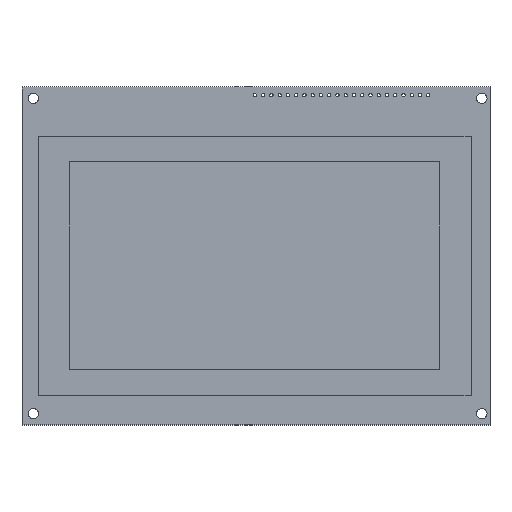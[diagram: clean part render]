
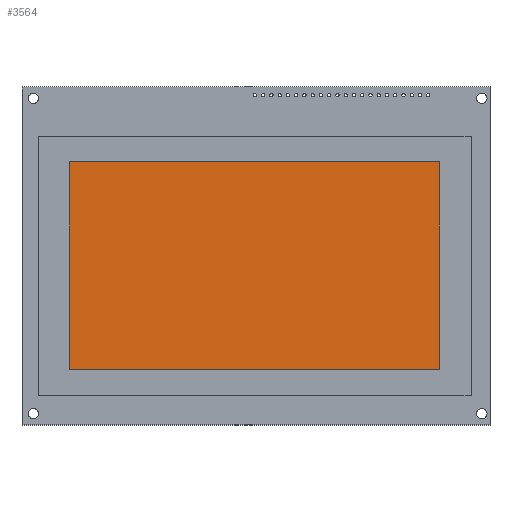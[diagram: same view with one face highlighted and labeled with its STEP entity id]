
A CAD part, top view. The second image highlights one B-rep face of the part: STEP entity #3564.
In plain terms, the highlighted planar face has unit normal (0, 0, 1).
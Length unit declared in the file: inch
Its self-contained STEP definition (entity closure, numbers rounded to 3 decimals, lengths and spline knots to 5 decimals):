
#14 = DIRECTION ( 'NONE',  ( 1., 0., 0. ) ) ;
#16 = VERTEX_POINT ( 'NONE', #1957 ) ;
#249 = LINE ( 'NONE', #1095, #1438 ) ;
#331 = VERTEX_POINT ( 'NONE', #925 ) ;
#452 = ORIENTED_EDGE ( 'NONE', *, *, #3485, .T. ) ;
#688 = ORIENTED_EDGE ( 'NONE', *, *, #1341, .T. ) ;
#774 = CARTESIAN_POINT ( 'NONE',  ( -2.2615, -1.37795, 0.43199 ) ) ;
#898 = EDGE_CURVE ( 'NONE', #331, #3528, #1009, .T. ) ;
#925 = CARTESIAN_POINT ( 'NONE',  ( 2.22669, 1.14173, 0.43199 ) ) ;
#950 = ORIENTED_EDGE ( 'NONE', *, *, #2938, .T. ) ;
#976 = CARTESIAN_POINT ( 'NONE',  ( -2.2615, 1.14173, 0.43199 ) ) ;
#1009 = LINE ( 'NONE', #976, #2385 ) ;
#1095 = CARTESIAN_POINT ( 'NONE',  ( -2.2615, 1.14173, 0.43199 ) ) ;
#1292 = LINE ( 'NONE', #1344, #2991 ) ;
#1320 = DIRECTION ( 'NONE',  ( 0., -1., 0. ) ) ;
#1341 = EDGE_CURVE ( 'NONE', #3528, #2174, #249, .T. ) ;
#1344 = CARTESIAN_POINT ( 'NONE',  ( 2.22669, 1.14173, 0.43199 ) ) ;
#1395 = CARTESIAN_POINT ( 'NONE',  ( 0., 0., 0.43199 ) ) ;
#1438 = VECTOR ( 'NONE', #1320, 39.37008 ) ;
#1954 = FACE_OUTER_BOUND ( 'NONE', #2664, .T. ) ;
#1957 = CARTESIAN_POINT ( 'NONE',  ( 2.22669, -1.37795, 0.43199 ) ) ;
#2050 = LINE ( 'NONE', #2281, #2063 ) ;
#2063 = VECTOR ( 'NONE', #3149, 39.37008 ) ;
#2174 = VERTEX_POINT ( 'NONE', #774 ) ;
#2281 = CARTESIAN_POINT ( 'NONE',  ( -2.2615, -1.37795, 0.43199 ) ) ;
#2385 = VECTOR ( 'NONE', #3413, 39.37008 ) ;
#2501 = DIRECTION ( 'NONE',  ( 0., 0., 1. ) ) ;
#2664 = EDGE_LOOP ( 'NONE', ( #688, #950, #452, #3165 ) ) ;
#2769 = PLANE ( 'NONE',  #3437 ) ;
#2938 = EDGE_CURVE ( 'NONE', #2174, #16, #2050, .T. ) ;
#2978 = DIRECTION ( 'NONE',  ( 0., 1., 0. ) ) ;
#2991 = VECTOR ( 'NONE', #2978, 39.37008 ) ;
#3149 = DIRECTION ( 'NONE',  ( 1., 0., 0. ) ) ;
#3165 = ORIENTED_EDGE ( 'NONE', *, *, #898, .T. ) ;
#3242 = CARTESIAN_POINT ( 'NONE',  ( -2.2615, 1.14173, 0.43199 ) ) ;
#3413 = DIRECTION ( 'NONE',  ( -1., 0., 0. ) ) ;
#3437 = AXIS2_PLACEMENT_3D ( 'NONE', #1395, #2501, #14 ) ;
#3485 = EDGE_CURVE ( 'NONE', #16, #331, #1292, .T. ) ;
#3528 = VERTEX_POINT ( 'NONE', #3242 ) ;
#3564 = ADVANCED_FACE ( 'NONE', ( #1954 ), #2769, .T. ) ;
